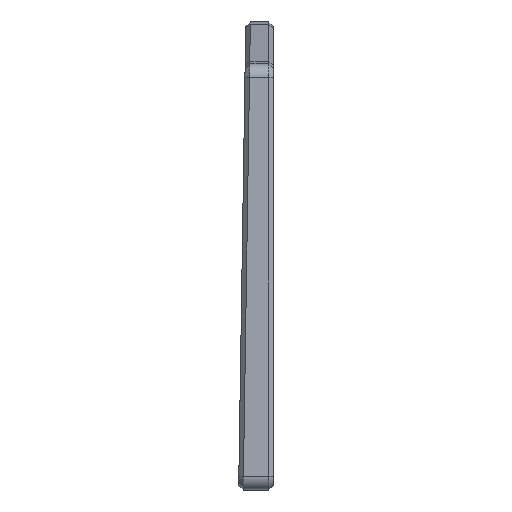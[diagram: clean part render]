
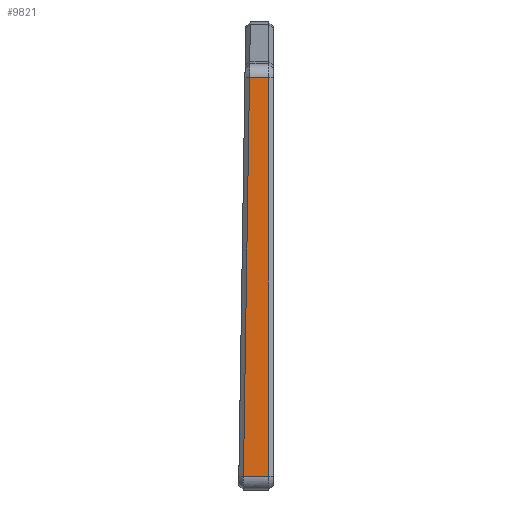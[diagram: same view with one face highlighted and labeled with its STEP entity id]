
A CAD part, left-side view. The second image highlights one B-rep face of the part: STEP entity #9821.
In plain terms, the highlighted planar face has unit normal (-1, 0, 0).
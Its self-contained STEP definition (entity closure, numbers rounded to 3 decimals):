
#492=B_SPLINE_CURVE_WITH_KNOTS('',3,(#18707,#18708,#18709,#18710),
 .UNSPECIFIED.,.F.,.F.,(4,4),(-1.571,-1.566),
 .UNSPECIFIED.);
#726=PLANE('',#10516);
#1268=FACE_OUTER_BOUND('',#1856,.T.);
#1856=EDGE_LOOP('',(#8925,#8926,#8927,#8928,#8929));
#2708=LINE('',#18616,#3607);
#2729=LINE('',#18751,#3628);
#2758=LINE('',#18813,#3657);
#2759=LINE('',#18815,#3658);
#3607=VECTOR('',#12531,10.);
#3628=VECTOR('',#12582,10.);
#3657=VECTOR('',#12673,10.);
#3658=VECTOR('',#12676,10.);
#4833=VERTEX_POINT('',#18613);
#4834=VERTEX_POINT('',#18615);
#4835=VERTEX_POINT('',#18658);
#4848=VERTEX_POINT('',#18750);
#4850=VERTEX_POINT('',#18811);
#6181=EDGE_CURVE('',#4833,#4834,#2708,.T.);
#6190=EDGE_CURVE('',#4834,#4835,#492,.T.);
#6210=EDGE_CURVE('',#4835,#4848,#2729,.T.);
#6241=EDGE_CURVE('',#4850,#4833,#2758,.T.);
#6242=EDGE_CURVE('',#4848,#4850,#2759,.T.);
#8925=ORIENTED_EDGE('',*,*,#6181,.F.);
#8926=ORIENTED_EDGE('',*,*,#6241,.F.);
#8927=ORIENTED_EDGE('',*,*,#6242,.F.);
#8928=ORIENTED_EDGE('',*,*,#6210,.F.);
#8929=ORIENTED_EDGE('',*,*,#6190,.F.);
#9821=ADVANCED_FACE('',(#1268),#726,.T.);
#10516=AXIS2_PLACEMENT_3D('',#18814,#12674,#12675);
#12531=DIRECTION('',(0.,-0.015,1.));
#12582=DIRECTION('',(0.,-1.,0.));
#12673=DIRECTION('',(0.,1.,0.));
#12674=DIRECTION('center_axis',(-1.,0.,0.));
#12675=DIRECTION('ref_axis',(0.,0.,-1.));
#12676=DIRECTION('',(0.,0.,-1.));
#18613=CARTESIAN_POINT('',(-114.501,5.004,-48.053));
#18615=CARTESIAN_POINT('',(-114.501,3.68,38.786));
#18616=CARTESIAN_POINT('',(-114.501,3.953,20.919));
#18658=CARTESIAN_POINT('',(-114.501,3.68,38.801));
#18707=CARTESIAN_POINT('Ctrl Pts',(-114.501,3.68,38.786));
#18708=CARTESIAN_POINT('Ctrl Pts',(-114.501,3.68,38.791));
#18709=CARTESIAN_POINT('Ctrl Pts',(-114.501,3.68,38.796));
#18710=CARTESIAN_POINT('Ctrl Pts',(-114.501,3.68,38.801));
#18750=CARTESIAN_POINT('',(-114.501,-0.505,38.801));
#18751=CARTESIAN_POINT('',(-114.501,-0.05,38.801));
#18811=CARTESIAN_POINT('',(-114.501,-0.505,-48.053));
#18813=CARTESIAN_POINT('',(-114.501,-0.05,-48.053));
#18814=CARTESIAN_POINT('Origin',(-114.501,-0.05,
41.801));
#18815=CARTESIAN_POINT('',(-114.501,-0.505,20.875));
